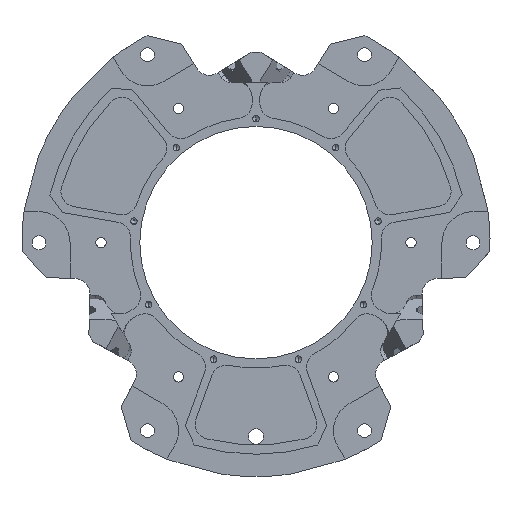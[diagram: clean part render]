
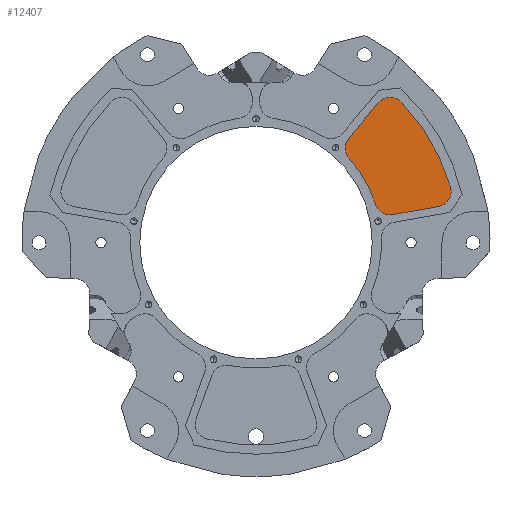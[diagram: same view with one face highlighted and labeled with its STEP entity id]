
A CAD part, front view. The second image highlights one B-rep face of the part: STEP entity #12407.
In plain terms, the highlighted planar face has unit normal (0, -1, 0).
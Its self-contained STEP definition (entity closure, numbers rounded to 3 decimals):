
#117 = CARTESIAN_POINT ( 'NONE',  ( 88.334, -10., 18.114 ) ) ;
#122 = CARTESIAN_POINT ( 'NONE',  ( 86.614, -10., 83.776 ) ) ;
#462 = DIRECTION ( 'NONE',  ( 0., 1., 0. ) ) ;
#641 = CARTESIAN_POINT ( 'NONE',  ( 77.081, -10., 24.89 ) ) ;
#778 = CARTESIAN_POINT ( 'NONE',  ( 60.096, -10., 54.31 ) ) ;
#840 = DIRECTION ( 'NONE',  ( 0., 0., -1. ) ) ;
#857 = EDGE_CURVE ( 'NONE', #8870, #2431, #2386, .T. ) ;
#876 = ORIENTED_EDGE ( 'NONE', *, *, #10384, .T. ) ;
#929 = EDGE_CURVE ( 'NONE', #9660, #5290, #11364, .T. ) ;
#1169 = ORIENTED_EDGE ( 'NONE', *, *, #6426, .T. ) ;
#1192 = AXIS2_PLACEMENT_3D ( 'NONE', #7482, #462, #2480 ) ;
#1745 = DIRECTION ( 'NONE',  ( 0., 0., -1. ) ) ;
#2308 = VECTOR ( 'NONE', #10162, 1000. ) ;
#2386 = LINE ( 'NONE', #4611, #7359 ) ;
#2431 = VERTEX_POINT ( 'NONE', #8299 ) ;
#2480 = DIRECTION ( 'NONE',  ( 0., 0., 1. ) ) ;
#2630 = CARTESIAN_POINT ( 'NONE',  ( 0., -10., 0. ) ) ;
#2786 = CIRCLE ( 'NONE', #9684, 10. ) ;
#3097 = DIRECTION ( 'NONE',  ( 0., 0., -1. ) ) ;
#3349 = CARTESIAN_POINT ( 'NONE',  ( 125.473, -10., 35.871 ) ) ;
#3365 = DIRECTION ( 'NONE',  ( 0., -1., 0. ) ) ;
#3419 = ORIENTED_EDGE ( 'NONE', *, *, #929, .T. ) ;
#3488 = DIRECTION ( 'NONE',  ( 0., 0., 1. ) ) ;
#3507 = EDGE_LOOP ( 'NONE', ( #3419, #6037, #10763, #4319, #876, #11702, #5108, #1169, #8308 ) ) ;
#3540 = CIRCLE ( 'NONE', #10020, 10. ) ;
#3853 = CIRCLE ( 'NONE', #7110, 10. ) ;
#4011 = DIRECTION ( 'NONE',  ( 0., -1., 0. ) ) ;
#4319 = ORIENTED_EDGE ( 'NONE', *, *, #857, .T. ) ;
#4456 = DIRECTION ( 'NONE',  ( 0., 0., -1. ) ) ;
#4611 = CARTESIAN_POINT ( 'NONE',  ( 78.953, -10., 90.203 ) ) ;
#4904 = VERTEX_POINT ( 'NONE', #641 ) ;
#5108 = ORIENTED_EDGE ( 'NONE', *, *, #11837, .T. ) ;
#5290 = VERTEX_POINT ( 'NONE', #11137 ) ;
#5675 = CIRCLE ( 'NONE', #8109, 10. ) ;
#5798 = CARTESIAN_POINT ( 'NONE',  ( 78.953, -10., 90.203 ) ) ;
#6037 = ORIENTED_EDGE ( 'NONE', *, *, #7911, .T. ) ;
#6046 = VERTEX_POINT ( 'NONE', #117 ) ;
#6199 = VERTEX_POINT ( 'NONE', #9143 ) ;
#6316 = CARTESIAN_POINT ( 'NONE',  ( 117.595, -10., 23.274 ) ) ;
#6389 = DIRECTION ( 'NONE',  ( 0., 1., 0. ) ) ;
#6426 = EDGE_CURVE ( 'NONE', #6046, #6199, #8218, .T. ) ;
#6578 = DIRECTION ( 'NONE',  ( -0.643, 0., -0.766 ) ) ;
#6839 = CIRCLE ( 'NONE', #10264, 10. ) ;
#7110 = AXIS2_PLACEMENT_3D ( 'NONE', #11826, #8995, #11898 ) ;
#7249 = CARTESIAN_POINT ( 'NONE',  ( 0., -10., 0. ) ) ;
#7253 = DIRECTION ( 'NONE',  ( 0., 0., 1. ) ) ;
#7359 = VECTOR ( 'NONE', #6578, 1000. ) ;
#7482 = CARTESIAN_POINT ( 'NONE',  ( 0., -10., 0. ) ) ;
#7541 = PLANE ( 'NONE',  #1192 ) ;
#7741 = CIRCLE ( 'NONE', #12560, 81. ) ;
#7911 = EDGE_CURVE ( 'NONE', #5290, #9352, #3540, .T. ) ;
#8109 = AXIS2_PLACEMENT_3D ( 'NONE', #9403, #9525, #3488 ) ;
#8218 = LINE ( 'NONE', #6316, #2308 ) ;
#8256 = CARTESIAN_POINT ( 'NONE',  ( 67.515, -10., 61.014 ) ) ;
#8299 = CARTESIAN_POINT ( 'NONE',  ( 59.854, -10., 67.442 ) ) ;
#8308 = ORIENTED_EDGE ( 'NONE', *, *, #11175, .T. ) ;
#8460 = CARTESIAN_POINT ( 'NONE',  ( 86.614, -10., 93.776 ) ) ;
#8870 = VERTEX_POINT ( 'NONE', #5798 ) ;
#8995 = DIRECTION ( 'NONE',  ( 0., -1., 0. ) ) ;
#9143 = CARTESIAN_POINT ( 'NONE',  ( 117.595, -10., 23.274 ) ) ;
#9187 = DIRECTION ( 'NONE',  ( 0., -1., 0. ) ) ;
#9293 = FACE_OUTER_BOUND ( 'NONE', #3507, .T. ) ;
#9298 = EDGE_CURVE ( 'NONE', #9352, #8870, #6839, .T. ) ;
#9352 = VERTEX_POINT ( 'NONE', #8460 ) ;
#9403 = CARTESIAN_POINT ( 'NONE',  ( 115.859, -10., 33.122 ) ) ;
#9525 = DIRECTION ( 'NONE',  ( 0., -1., 0. ) ) ;
#9660 = VERTEX_POINT ( 'NONE', #3349 ) ;
#9684 = AXIS2_PLACEMENT_3D ( 'NONE', #8256, #9187, #7253 ) ;
#10020 = AXIS2_PLACEMENT_3D ( 'NONE', #122, #4011, #3097 ) ;
#10155 = AXIS2_PLACEMENT_3D ( 'NONE', #7249, #10427, #840 ) ;
#10162 = DIRECTION ( 'NONE',  ( 0.985, 0., 0.174 ) ) ;
#10264 = AXIS2_PLACEMENT_3D ( 'NONE', #12058, #3365, #4456 ) ;
#10384 = EDGE_CURVE ( 'NONE', #2431, #12534, #2786, .T. ) ;
#10427 = DIRECTION ( 'NONE',  ( 0., -1., 0. ) ) ;
#10763 = ORIENTED_EDGE ( 'NONE', *, *, #9298, .T. ) ;
#11137 = CARTESIAN_POINT ( 'NONE',  ( 93.801, -10., 90.728 ) ) ;
#11175 = EDGE_CURVE ( 'NONE', #6199, #9660, #5675, .T. ) ;
#11364 = CIRCLE ( 'NONE', #10155, 130.5 ) ;
#11702 = ORIENTED_EDGE ( 'NONE', *, *, #11958, .T. ) ;
#11826 = CARTESIAN_POINT ( 'NONE',  ( 86.597, -10., 27.962 ) ) ;
#11837 = EDGE_CURVE ( 'NONE', #4904, #6046, #3853, .T. ) ;
#11898 = DIRECTION ( 'NONE',  ( 0., 0., -1. ) ) ;
#11958 = EDGE_CURVE ( 'NONE', #12534, #4904, #7741, .T. ) ;
#12058 = CARTESIAN_POINT ( 'NONE',  ( 86.614, -10., 83.776 ) ) ;
#12407 = ADVANCED_FACE ( 'NONE', ( #9293 ), #7541, .F. ) ;
#12534 = VERTEX_POINT ( 'NONE', #778 ) ;
#12560 = AXIS2_PLACEMENT_3D ( 'NONE', #2630, #6389, #1745 ) ;
